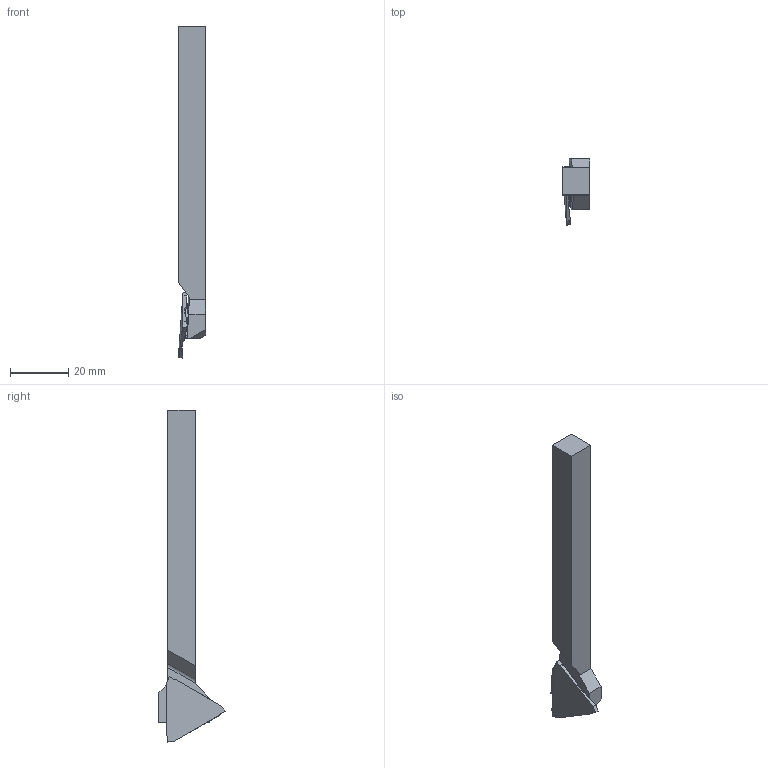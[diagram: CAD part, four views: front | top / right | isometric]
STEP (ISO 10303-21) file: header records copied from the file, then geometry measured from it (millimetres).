
FILE_DESCRIPTION(/* description */ (''),/* implementation_level */ '2;1');
FILE_NAME(/* name */ '1573183747848.stp',/* time_stamp */ '2019-11-08T08:59:44+05:00',/* author */ (''),/* organization */ ('SMS'),/* preprocessor_version */ 'ST-DEVELOPER v16.7',/* originating_system */ 'SIEMENS PLM Software NX 12.0',/* authorisation */ '');
FILE_SCHEMA (('AUTOMOTIVE_DESIGN { 1 0 10303 214 3 1 1 1 }'));
Length unit declared in the file: millimetre
Products named in the file (4): ASSEMBLY_CONSTRUCTION; 202514411mod000_00; 202544109mod000_00; 202544306mod000_00
Assembly tree (3 placements, depth 2):
  202544306mod000_00
    202544109mod000_00
    202514411mod000_00
    ASSEMBLY_CONSTRUCTION
Bounding box: 9.44 x 22.83 x 114.41 mm (x, y, z)
Volume: 9760.9 mm3; surface area: 5001 mm2
Topology: 2 solids, 2 shells, 123 faces, 315 edges, 206 vertices
Faces by surface type: plane 59, cylinder 30, bspline 19, torus 6, sphere 6, cone 3
Full cylindrical faces by diameter (mm): 4 x1
Entity records: 4311 total; most frequent: CARTESIAN_POINT 1286, ORIENTED_EDGE 624, DIRECTION 568, EDGE_CURVE 312, AXIS2_PLACEMENT_3D 203, VERTEX_POINT 195, LINE 162, VECTOR 162
